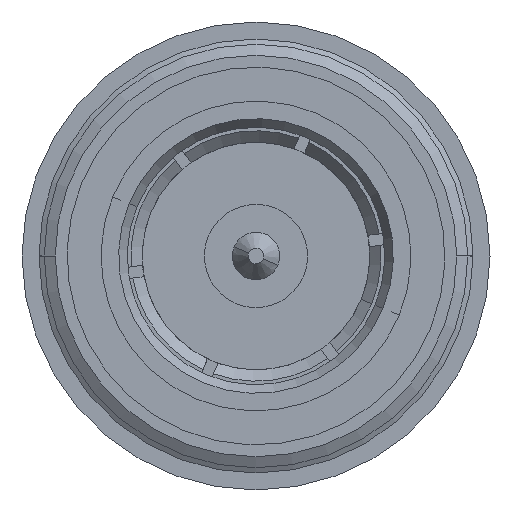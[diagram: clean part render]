
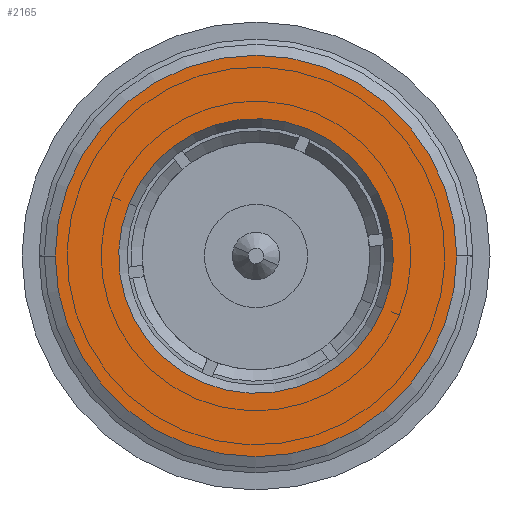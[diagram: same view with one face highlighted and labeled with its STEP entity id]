
A CAD part, left-side view. The second image highlights one B-rep face of the part: STEP entity #2165.
In plain terms, the highlighted planar face has unit normal (-1, 0, 0).
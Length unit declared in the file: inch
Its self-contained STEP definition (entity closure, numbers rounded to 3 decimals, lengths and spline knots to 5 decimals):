
#6 = ORIENTED_EDGE ( 'NONE', *, *, #4329, .F. ) ;
#332 = DIRECTION ( 'NONE',  ( 1., 0., 0. ) ) ;
#443 = DIRECTION ( 'NONE',  ( 0., 0.924, 0.382 ) ) ;
#472 = CARTESIAN_POINT ( 'NONE',  ( 0., 0., 0. ) ) ;
#704 = DIRECTION ( 'NONE',  ( 1., 0., 0. ) ) ;
#787 = CARTESIAN_POINT ( 'NONE',  ( 0., 0., 0. ) ) ;
#861 = CARTESIAN_POINT ( 'NONE',  ( 0., 0.17583, 0. ) ) ;
#899 = ORIENTED_EDGE ( 'NONE', *, *, #1793, .F. ) ;
#906 = ORIENTED_EDGE ( 'NONE', *, *, #4407, .T. ) ;
#1114 = CARTESIAN_POINT ( 'NONE',  ( 0., -0.17583, 0. ) ) ;
#1257 = DIRECTION ( 'NONE',  ( 0., 0., 1. ) ) ;
#1727 = EDGE_LOOP ( 'NONE', ( #906, #4695 ) ) ;
#1762 = FACE_OUTER_BOUND ( 'NONE', #4562, .T. ) ;
#1793 = EDGE_CURVE ( 'NONE', #5717, #3025, #2236, .T. ) ;
#1898 = DIRECTION ( 'NONE',  ( 1., 0., 0. ) ) ;
#1982 = CIRCLE ( 'NONE', #4375, 0.12028 ) ;
#2165 = ADVANCED_FACE ( 'NONE', ( #5448, #1762 ), #2378, .T. ) ;
#2210 = AXIS2_PLACEMENT_3D ( 'NONE', #472, #332, #2404 ) ;
#2236 = CIRCLE ( 'NONE', #6277, 0.17583 ) ;
#2320 = CIRCLE ( 'NONE', #6146, 0.12028 ) ;
#2378 = PLANE ( 'NONE',  #3442 ) ;
#2404 = DIRECTION ( 'NONE',  ( 0., 1., 0. ) ) ;
#2778 = CARTESIAN_POINT ( 'NONE',  ( 0., 0.11116, 0.04593 ) ) ;
#2857 = DIRECTION ( 'NONE',  ( 1., 0., 0. ) ) ;
#2949 = CARTESIAN_POINT ( 'NONE',  ( 0., 0., 0. ) ) ;
#3025 = VERTEX_POINT ( 'NONE', #861 ) ;
#3085 = EDGE_CURVE ( 'NONE', #5899, #4477, #1982, .T. ) ;
#3442 = AXIS2_PLACEMENT_3D ( 'NONE', #3842, #5930, #1257 ) ;
#3842 = CARTESIAN_POINT ( 'NONE',  ( 0., 0., 0. ) ) ;
#3918 = DIRECTION ( 'NONE',  ( 0., 0.924, 0.382 ) ) ;
#4033 = CARTESIAN_POINT ( 'NONE',  ( 0., -0.11116, -0.04593 ) ) ;
#4313 = CARTESIAN_POINT ( 'NONE',  ( 0., 0., 0. ) ) ;
#4329 = EDGE_CURVE ( 'NONE', #3025, #5717, #4945, .T. ) ;
#4375 = AXIS2_PLACEMENT_3D ( 'NONE', #787, #2857, #3918 ) ;
#4407 = EDGE_CURVE ( 'NONE', #4477, #5899, #2320, .T. ) ;
#4477 = VERTEX_POINT ( 'NONE', #4033 ) ;
#4562 = EDGE_LOOP ( 'NONE', ( #6, #899 ) ) ;
#4695 = ORIENTED_EDGE ( 'NONE', *, *, #3085, .T. ) ;
#4861 = DIRECTION ( 'NONE',  ( 0., 1., 0. ) ) ;
#4945 = CIRCLE ( 'NONE', #2210, 0.17583 ) ;
#5448 = FACE_BOUND ( 'NONE', #1727, .T. ) ;
#5717 = VERTEX_POINT ( 'NONE', #1114 ) ;
#5899 = VERTEX_POINT ( 'NONE', #2778 ) ;
#5930 = DIRECTION ( 'NONE',  ( -1., 0., 0. ) ) ;
#6146 = AXIS2_PLACEMENT_3D ( 'NONE', #2949, #1898, #443 ) ;
#6277 = AXIS2_PLACEMENT_3D ( 'NONE', #4313, #704, #4861 ) ;
